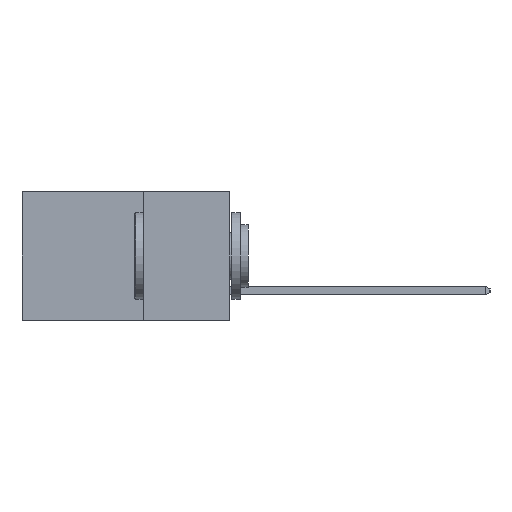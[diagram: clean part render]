
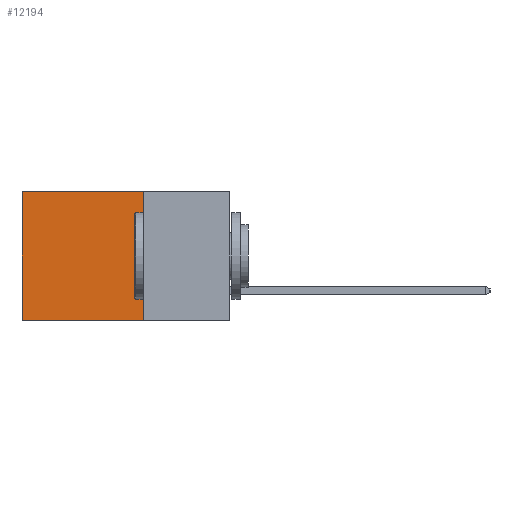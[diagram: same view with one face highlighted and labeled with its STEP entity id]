
A CAD part, left-side view. The second image highlights one B-rep face of the part: STEP entity #12194.
In plain terms, the highlighted planar face has unit normal (-1, 0, 0).
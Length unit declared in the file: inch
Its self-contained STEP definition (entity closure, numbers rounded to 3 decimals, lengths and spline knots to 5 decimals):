
#64 = CARTESIAN_POINT ( 'NONE',  ( 0.298, 0.25, 0. ) ) ;
#1702 = VERTEX_POINT ( 'NONE', #25490 ) ;
#2455 = VECTOR ( 'NONE', #24131, 39.37008 ) ;
#4018 = VECTOR ( 'NONE', #13964, 39.37008 ) ;
#5349 = CARTESIAN_POINT ( 'NONE',  ( 0.298, 0.25, 0. ) ) ;
#5991 = LINE ( 'NONE', #25177, #25252 ) ;
#6485 = VERTEX_POINT ( 'NONE', #16352 ) ;
#6956 = ORIENTED_EDGE ( 'NONE', *, *, #22247, .F. ) ;
#7630 = DIRECTION ( 'NONE',  ( 0., 0., -1. ) ) ;
#7808 = FACE_OUTER_BOUND ( 'NONE', #12173, .T. ) ;
#8537 = VECTOR ( 'NONE', #20261, 39.37008 ) ;
#9261 = LINE ( 'NONE', #19116, #2455 ) ;
#9588 = VERTEX_POINT ( 'NONE', #5349 ) ;
#9645 = ORIENTED_EDGE ( 'NONE', *, *, #18180, .F. ) ;
#11414 = CARTESIAN_POINT ( 'NONE',  ( 0.298, 0.25, 0. ) ) ;
#12173 = EDGE_LOOP ( 'NONE', ( #21760, #6956, #9645, #20742 ) ) ;
#12194 = ADVANCED_FACE ( 'NONE', ( #7808 ), #12255, .F. ) ;
#12255 = PLANE ( 'NONE',  #13094 ) ;
#13045 = EDGE_CURVE ( 'NONE', #9588, #13428, #21908, .T. ) ;
#13094 = AXIS2_PLACEMENT_3D ( 'NONE', #27010, #29561, #14780 ) ;
#13428 = VERTEX_POINT ( 'NONE', #31632 ) ;
#13964 = DIRECTION ( 'NONE',  ( 0., 0., -1. ) ) ;
#14780 = DIRECTION ( 'NONE',  ( 0., 0., -1. ) ) ;
#16352 = CARTESIAN_POINT ( 'NONE',  ( 0.298, 0.6, -0.37 ) ) ;
#18180 = EDGE_CURVE ( 'NONE', #9588, #1702, #18279, .T. ) ;
#18279 = LINE ( 'NONE', #11414, #4018 ) ;
#19116 = CARTESIAN_POINT ( 'NONE',  ( 0.298, 0.25, -0.37 ) ) ;
#20261 = DIRECTION ( 'NONE',  ( 0., 1., 0. ) ) ;
#20742 = ORIENTED_EDGE ( 'NONE', *, *, #13045, .T. ) ;
#21760 = ORIENTED_EDGE ( 'NONE', *, *, #23190, .T. ) ;
#21908 = LINE ( 'NONE', #64, #8537 ) ;
#22247 = EDGE_CURVE ( 'NONE', #1702, #6485, #9261, .T. ) ;
#23190 = EDGE_CURVE ( 'NONE', #13428, #6485, #5991, .T. ) ;
#24131 = DIRECTION ( 'NONE',  ( 0., 1., 0. ) ) ;
#25177 = CARTESIAN_POINT ( 'NONE',  ( 0.298, 0.6, 0. ) ) ;
#25252 = VECTOR ( 'NONE', #7630, 39.37008 ) ;
#25490 = CARTESIAN_POINT ( 'NONE',  ( 0.298, 0.25, -0.37 ) ) ;
#27010 = CARTESIAN_POINT ( 'NONE',  ( 0.298, 0.25, 0. ) ) ;
#29561 = DIRECTION ( 'NONE',  ( 1., 0., 0. ) ) ;
#31632 = CARTESIAN_POINT ( 'NONE',  ( 0.298, 0.6, 0. ) ) ;
